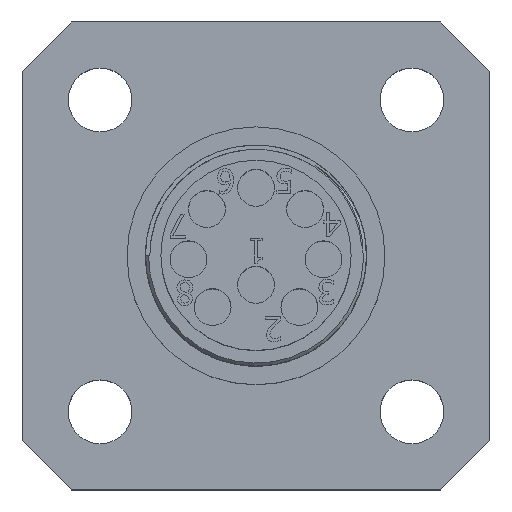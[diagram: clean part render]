
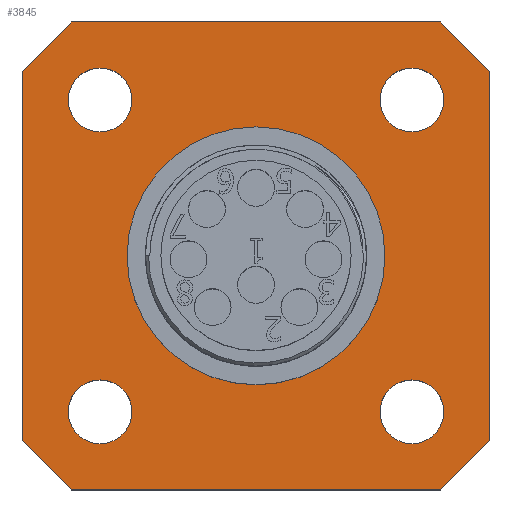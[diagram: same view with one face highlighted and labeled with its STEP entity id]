
A CAD part, top view. The second image highlights one B-rep face of the part: STEP entity #3845.
In plain terms, the highlighted planar face has unit normal (0, 0, 1).
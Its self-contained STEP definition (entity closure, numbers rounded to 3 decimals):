
#98=CIRCLE($,#4013,2.6);
#99=CIRCLE($,#4015,2.6);
#100=CIRCLE($,#4017,2.6);
#101=CIRCLE($,#4019,2.6);
#111=CIRCLE($,#4048,10.5);
#280=FACE_BOUND($,#802,.T.);
#281=FACE_BOUND($,#803,.T.);
#282=FACE_BOUND($,#804,.T.);
#283=FACE_BOUND($,#805,.T.);
#284=FACE_BOUND($,#806,.T.);
#502=FACE_OUTER_BOUND($,#801,.T.);
#801=EDGE_LOOP($,(#3457,#3458,#3459,#3460,#3461,#3462,#3463,#3464));
#802=EDGE_LOOP($,(#3465));
#803=EDGE_LOOP($,(#3466));
#804=EDGE_LOOP($,(#3467));
#805=EDGE_LOOP($,(#3468));
#806=EDGE_LOOP($,(#3469));
#1064=LINE($,#7562,#1345);
#1070=LINE($,#7573,#1351);
#1078=LINE($,#7599,#1359);
#1080=LINE($,#7603,#1361);
#1082=LINE($,#7608,#1363);
#1084=LINE($,#7612,#1365);
#1086=LINE($,#7615,#1367);
#1087=LINE($,#7763,#1368);
#1345=VECTOR($,#4487,5.657);
#1351=VECTOR($,#4495,30.1);
#1359=VECTOR($,#4517,5.657);
#1361=VECTOR($,#4521,30.1);
#1363=VECTOR($,#4525,5.657);
#1365=VECTOR($,#4529,30.1);
#1367=VECTOR($,#4533,5.657);
#1368=VECTOR($,#4738,30.1);
#1844=VERTEX_POINT($,#7560);
#1845=VERTEX_POINT($,#7561);
#1849=VERTEX_POINT($,#7571);
#1860=VERTEX_POINT($,#7597);
#1861=VERTEX_POINT($,#7601);
#1862=VERTEX_POINT($,#7605);
#1863=VERTEX_POINT($,#7607);
#1864=VERTEX_POINT($,#7611);
#1896=VERTEX_POINT($,#7711);
#1897=VERTEX_POINT($,#7714);
#1898=VERTEX_POINT($,#7717);
#1899=VERTEX_POINT($,#7720);
#1909=VERTEX_POINT($,#7759);
#2356=EDGE_CURVE($,#1844,#1845,#1064,.T.);
#2362=EDGE_CURVE($,#1849,#1844,#1070,.T.);
#2375=EDGE_CURVE($,#1860,#1849,#1078,.T.);
#2377=EDGE_CURVE($,#1861,#1860,#1080,.T.);
#2379=EDGE_CURVE($,#1862,#1863,#1082,.T.);
#2381=EDGE_CURVE($,#1863,#1864,#1084,.T.);
#2383=EDGE_CURVE($,#1864,#1861,#1086,.T.);
#2415=EDGE_CURVE($,#1896,#1896,#98,.T.);
#2416=EDGE_CURVE($,#1897,#1897,#99,.T.);
#2417=EDGE_CURVE($,#1898,#1898,#100,.T.);
#2418=EDGE_CURVE($,#1899,#1899,#101,.T.);
#2428=EDGE_CURVE($,#1909,#1909,#111,.T.);
#2429=EDGE_CURVE($,#1845,#1862,#1087,.T.);
#3457=ORIENTED_EDGE($,*,*,#2356,.F.);
#3458=ORIENTED_EDGE($,*,*,#2362,.F.);
#3459=ORIENTED_EDGE($,*,*,#2375,.F.);
#3460=ORIENTED_EDGE($,*,*,#2377,.F.);
#3461=ORIENTED_EDGE($,*,*,#2383,.F.);
#3462=ORIENTED_EDGE($,*,*,#2381,.F.);
#3463=ORIENTED_EDGE($,*,*,#2379,.F.);
#3464=ORIENTED_EDGE($,*,*,#2429,.F.);
#3465=ORIENTED_EDGE($,*,*,#2415,.T.);
#3466=ORIENTED_EDGE($,*,*,#2416,.T.);
#3467=ORIENTED_EDGE($,*,*,#2417,.T.);
#3468=ORIENTED_EDGE($,*,*,#2418,.T.);
#3469=ORIENTED_EDGE($,*,*,#2428,.T.);
#3572=PLANE($,#4051);
#3845=ADVANCED_FACE($,(#502,#280,#281,#282,#283,#284),#3572,.T.);
#4013=AXIS2_PLACEMENT_3D($,#7712,#4662,#4663);
#4015=AXIS2_PLACEMENT_3D($,#7715,#4666,#4667);
#4017=AXIS2_PLACEMENT_3D($,#7718,#4670,#4671);
#4019=AXIS2_PLACEMENT_3D($,#7721,#4674,#4675);
#4048=AXIS2_PLACEMENT_3D($,#7760,#4732,#4733);
#4051=AXIS2_PLACEMENT_3D($,#7764,#4739,#4740);
#4487=DIRECTION($,(0.707,0.707,0.));
#4495=DIRECTION($,(0.,1.,0.));
#4517=DIRECTION($,(-0.707,0.707,0.));
#4521=DIRECTION($,(-1.,0.,0.));
#4525=DIRECTION($,(0.707,-0.707,0.));
#4529=DIRECTION($,(0.,-1.,0.));
#4533=DIRECTION($,(-0.707,-0.707,0.));
#4662=DIRECTION('center_axis',(0.,0.,-1.));
#4663=DIRECTION('ref_axis',(0.,-1.,0.));
#4666=DIRECTION('center_axis',(0.,0.,-1.));
#4667=DIRECTION('ref_axis',(-1.,0.,0.));
#4670=DIRECTION('center_axis',(0.,0.,-1.));
#4671=DIRECTION('ref_axis',(0.,1.,0.));
#4674=DIRECTION('center_axis',(0.,0.,-1.));
#4675=DIRECTION('ref_axis',(1.,0.,0.));
#4732=DIRECTION('center_axis',(0.,0.,-1.));
#4733=DIRECTION('ref_axis',(-1.,0.,0.));
#4738=DIRECTION($,(1.,0.,0.));
#4739=DIRECTION('center_axis',(0.,0.,1.));
#4740=DIRECTION('ref_axis',(1.,0.,0.));
#7560=CARTESIAN_POINT('',(-19.05,15.05,3.95));
#7561=CARTESIAN_POINT('',(-15.05,19.05,3.95));
#7562=CARTESIAN_POINT($,(-17.05,17.05,3.95));
#7571=CARTESIAN_POINT('',(-19.05,-15.05,3.95));
#7573=CARTESIAN_POINT($,(-19.05,-19.05,3.95));
#7597=CARTESIAN_POINT('',(-15.05,-19.05,3.95));
#7599=CARTESIAN_POINT($,(-17.05,-17.05,3.95));
#7601=CARTESIAN_POINT('',(15.05,-19.05,3.95));
#7603=CARTESIAN_POINT($,(19.05,-19.05,3.95));
#7605=CARTESIAN_POINT('',(15.05,19.05,3.95));
#7607=CARTESIAN_POINT('',(19.05,15.05,3.95));
#7608=CARTESIAN_POINT($,(17.05,17.05,3.95));
#7611=CARTESIAN_POINT('',(19.05,-15.05,3.95));
#7612=CARTESIAN_POINT($,(19.05,19.05,3.95));
#7615=CARTESIAN_POINT($,(17.05,-17.05,3.95));
#7711=CARTESIAN_POINT('',(12.7,10.1,3.95));
#7712=CARTESIAN_POINT('Origin',(12.7,12.7,3.95));
#7714=CARTESIAN_POINT('',(10.1,-12.7,3.95));
#7715=CARTESIAN_POINT('Origin',(12.7,-12.7,3.95));
#7717=CARTESIAN_POINT('',(-12.7,-10.1,3.95));
#7718=CARTESIAN_POINT('Origin',(-12.7,-12.7,3.95));
#7720=CARTESIAN_POINT('',(-10.1,12.7,3.95));
#7721=CARTESIAN_POINT('Origin',(-12.7,12.7,3.95));
#7759=CARTESIAN_POINT('',(10.5,0.,3.95));
#7760=CARTESIAN_POINT('Origin',(0.,0.,3.95));
#7763=CARTESIAN_POINT($,(-19.05,19.05,3.95));
#7764=CARTESIAN_POINT('Origin',(0.,0.,
3.95));
